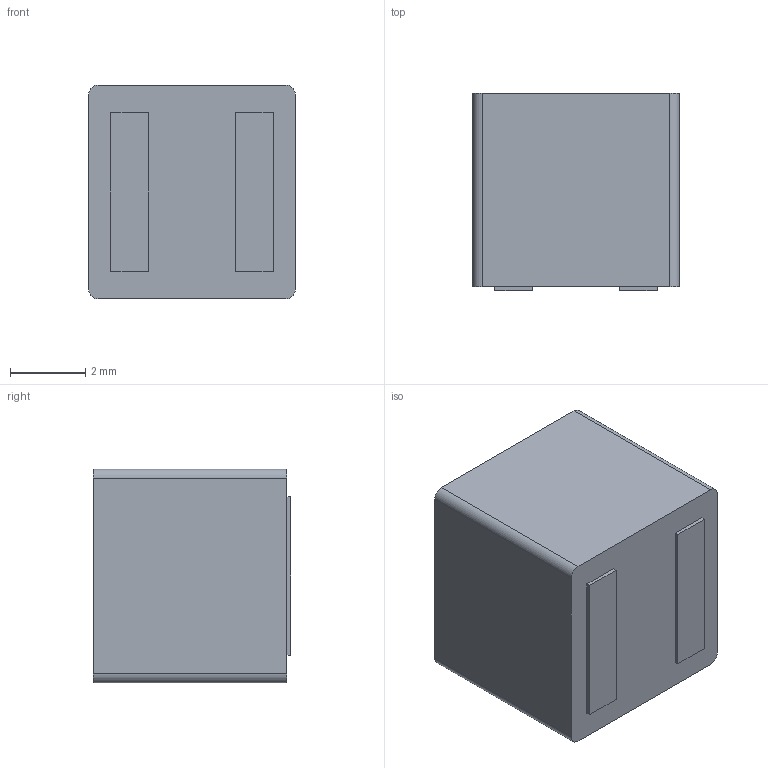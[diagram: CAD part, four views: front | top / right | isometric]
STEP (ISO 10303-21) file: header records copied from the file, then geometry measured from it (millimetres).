
FILE_DESCRIPTION (( 'STEP AP214' ), '1' );
FILE_NAME ('Coilcraft-XAL5050.STEP', '2016-08-01T08:31:02', ( 'Windows User' ), ( '' ), 'SwSTEP 2.0', 'SolidWorks 2016', '' );
FILE_SCHEMA (( 'AUTOMOTIVE_DESIGN' ));
Length unit declared in the file: millimetre
Products named in the file (1): Coilcraft-XAL5050
Bounding box: 5.48 x 5.23 x 5.68 mm (x, y, z)
Volume: 160.2 mm3; surface area: 176.5 mm2
Topology: 1 solids, 1 shells, 70 faces, 166 edges, 105 vertices
Faces by surface type: plane 39, bspline 27, cylinder 4
Entity records: 2882 total; most frequent: CARTESIAN_POINT 1197, ORIENTED_EDGE 332, DIRECTION 208, EDGE_CURVE 166, VERTEX_POINT 105, VECTOR 104, LINE 104, EDGE_LOOP 77
